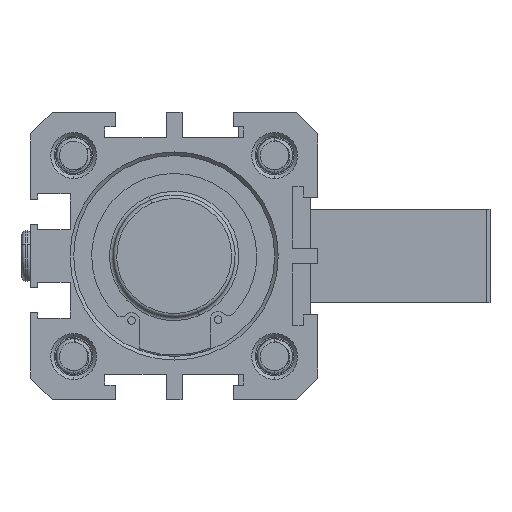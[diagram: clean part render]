
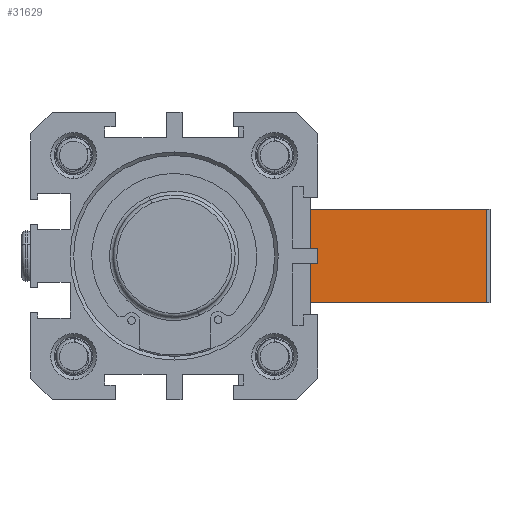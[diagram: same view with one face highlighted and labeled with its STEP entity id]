
A CAD part, front view. The second image highlights one B-rep face of the part: STEP entity #31629.
In plain terms, the highlighted planar face has unit normal (0, -1, 0).
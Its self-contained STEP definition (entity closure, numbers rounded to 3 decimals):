
#80 = CARTESIAN_POINT ( 'NONE',  ( -3070.69, 5231.602, 13. ) ) ;
#1707 = CARTESIAN_POINT ( 'NONE',  ( -3021.19, 5231.602, 0. ) ) ;
#2355 = DIRECTION ( 'NONE',  ( 0., 0., -1. ) ) ;
#2702 = CARTESIAN_POINT ( 'NONE',  ( -3070.69, 5231.602, 3.5 ) ) ;
#2926 = EDGE_CURVE ( 'NONE', #30023, #19823, #13139, .T. ) ;
#4006 = CARTESIAN_POINT ( 'NONE',  ( -3069.69, 5231.602, 13. ) ) ;
#4613 = CARTESIAN_POINT ( 'NONE',  ( -3069.69, 5231.602, 3.5 ) ) ;
#5011 = ORIENTED_EDGE ( 'NONE', *, *, #13023, .F. ) ;
#5031 = CARTESIAN_POINT ( 'NONE',  ( -3070.69, 5231.602, 13. ) ) ;
#5381 = VECTOR ( 'NONE', #16825, 1000. ) ;
#5420 = LINE ( 'NONE', #31855, #19676 ) ;
#5703 = CARTESIAN_POINT ( 'NONE',  ( -3057.19, 5231.602, 3.5 ) ) ;
#7179 = ORIENTED_EDGE ( 'NONE', *, *, #21262, .F. ) ;
#8253 = DIRECTION ( 'NONE',  ( 0., 1., 0. ) ) ;
#8767 = EDGE_CURVE ( 'NONE', #19823, #23088, #19319, .T. ) ;
#8960 = DIRECTION ( 'NONE',  ( 0., 0., 1. ) ) ;
#9722 = FACE_OUTER_BOUND ( 'NONE', #25564, .T. ) ;
#10199 = LINE ( 'NONE', #4613, #15359 ) ;
#11216 = CARTESIAN_POINT ( 'NONE',  ( -3057.19, 5231.602, 13. ) ) ;
#11334 = CARTESIAN_POINT ( 'NONE',  ( -3021.69, 5231.602, 13. ) ) ;
#13023 = EDGE_CURVE ( 'NONE', #23088, #32922, #31665, .T. ) ;
#13139 = LINE ( 'NONE', #11216, #20609 ) ;
#13782 = DIRECTION ( 'NONE',  ( -1., 0., 0. ) ) ;
#14865 = VECTOR ( 'NONE', #2355, 1000. ) ;
#15359 = VECTOR ( 'NONE', #22414, 1000. ) ;
#16176 = VECTOR ( 'NONE', #24786, 1000. ) ;
#16825 = DIRECTION ( 'NONE',  ( 1., 0., 0. ) ) ;
#18474 = CARTESIAN_POINT ( 'NONE',  ( -3070.69, 5231.602, 0. ) ) ;
#19319 = LINE ( 'NONE', #31231, #25958 ) ;
#19676 = VECTOR ( 'NONE', #21859, 1000. ) ;
#19823 = VERTEX_POINT ( 'NONE', #26112 ) ;
#19924 = VECTOR ( 'NONE', #20322, 1000. ) ;
#20322 = DIRECTION ( 'NONE',  ( 0., 0., 1. ) ) ;
#20609 = VECTOR ( 'NONE', #8960, 1000. ) ;
#20880 = PLANE ( 'NONE',  #21165 ) ;
#21043 = ORIENTED_EDGE ( 'NONE', *, *, #2926, .F. ) ;
#21165 = AXIS2_PLACEMENT_3D ( 'NONE', #23397, #8253, #25927 ) ;
#21262 = EDGE_CURVE ( 'NONE', #25049, #30023, #10199, .T. ) ;
#21859 = DIRECTION ( 'NONE',  ( 0., 0., 1. ) ) ;
#22311 = VERTEX_POINT ( 'NONE', #11334 ) ;
#22405 = ORIENTED_EDGE ( 'NONE', *, *, #22421, .F. ) ;
#22414 = DIRECTION ( 'NONE',  ( 1., 0., 0. ) ) ;
#22421 = EDGE_CURVE ( 'NONE', #22742, #25049, #5420, .T. ) ;
#22742 = VERTEX_POINT ( 'NONE', #18474 ) ;
#22825 = LINE ( 'NONE', #1707, #16176 ) ;
#22855 = ORIENTED_EDGE ( 'NONE', *, *, #32823, .F. ) ;
#23088 = VERTEX_POINT ( 'NONE', #29135 ) ;
#23397 = CARTESIAN_POINT ( 'NONE',  ( -3069.69, 5231.602, 13. ) ) ;
#23945 = EDGE_CURVE ( 'NONE', #32922, #22311, #26571, .T. ) ;
#24786 = DIRECTION ( 'NONE',  ( 1., 0., 0. ) ) ;
#24874 = ORIENTED_EDGE ( 'NONE', *, *, #8767, .F. ) ;
#24875 = CARTESIAN_POINT ( 'NONE',  ( -3021.69, 5231.602, 0. ) ) ;
#25049 = VERTEX_POINT ( 'NONE', #2702 ) ;
#25564 = EDGE_LOOP ( 'NONE', ( #7179, #22405, #26717, #22855, #29872, #5011, #24874, #21043 ) ) ;
#25927 = DIRECTION ( 'NONE',  ( 0., 0., 1. ) ) ;
#25958 = VECTOR ( 'NONE', #13782, 1000. ) ;
#26112 = CARTESIAN_POINT ( 'NONE',  ( -3057.19, 5231.602, 9.5 ) ) ;
#26571 = LINE ( 'NONE', #4006, #5381 ) ;
#26717 = ORIENTED_EDGE ( 'NONE', *, *, #27244, .T. ) ;
#27244 = EDGE_CURVE ( 'NONE', #22742, #32631, #22825, .T. ) ;
#27709 = CARTESIAN_POINT ( 'NONE',  ( -3021.69, 5231.602, 13. ) ) ;
#28193 = LINE ( 'NONE', #27709, #14865 ) ;
#29135 = CARTESIAN_POINT ( 'NONE',  ( -3070.69, 5231.602, 9.5 ) ) ;
#29872 = ORIENTED_EDGE ( 'NONE', *, *, #23945, .F. ) ;
#30023 = VERTEX_POINT ( 'NONE', #5703 ) ;
#31231 = CARTESIAN_POINT ( 'NONE',  ( -3069.69, 5231.602, 9.5 ) ) ;
#31629 = ADVANCED_FACE ( 'NONE', ( #9722 ), #20880, .F. ) ;
#31665 = LINE ( 'NONE', #5031, #19924 ) ;
#31855 = CARTESIAN_POINT ( 'NONE',  ( -3070.69, 5231.602, 13. ) ) ;
#32631 = VERTEX_POINT ( 'NONE', #24875 ) ;
#32823 = EDGE_CURVE ( 'NONE', #22311, #32631, #28193, .T. ) ;
#32922 = VERTEX_POINT ( 'NONE', #80 ) ;
